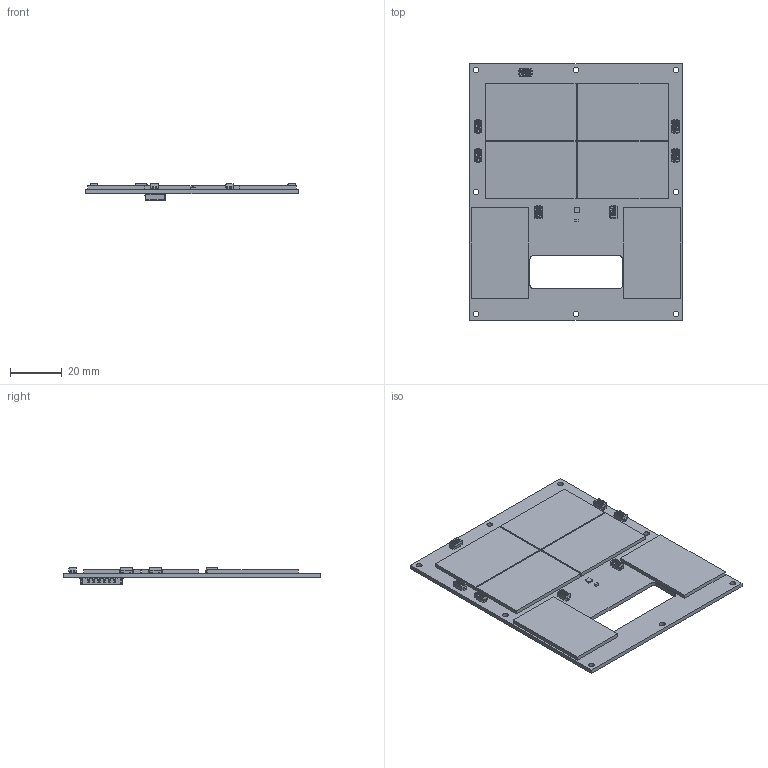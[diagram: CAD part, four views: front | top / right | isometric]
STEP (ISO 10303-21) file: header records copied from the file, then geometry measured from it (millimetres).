
FILE_DESCRIPTION(('KiCad electronic assembly'),'2;1');
FILE_NAME('solar-panel-side-X.step','2021-11-29T11:49:51',('An Author'), ('A Company'),'Open CASCADE STEP processor 6.9', 'KiCad to STEP converter','Unknown');
FILE_SCHEMA(('AUTOMOTIVE_DESIGN { 1 0 10303 214 1 1 1 1 }'));
Length unit declared in the file: millimetre
Products named in the file (12): Open CASCADE STEP translator 6.9 1; OPT3001DNPT; COMPOUND; SM101K07TF_v3; SOLID; SMA_(DO-214AC); C_0603_1608Metric; 2053380006
Assembly tree (22 placements, depth 3):
  Open CASCADE STEP translator 6.9 1
    OPT3001DNPT
      COMPOUND
    SM101K07TF_v3  x6
      SOLID
    SMA_(DO-214AC)  x7
      SOLID
    C_0603_1608Metric
      SOLID
    2053380006
      COMPOUND
    COMPOUND
Bounding box: 82 x 99 x 6.48 mm (x, y, z)
Volume: 19426.3 mm3; surface area: 27519.7 mm2
Topology: 29 solids, 29 shells, 2246 faces, 5930 edges, 3804 vertices
Faces by surface type: plane 1410, bspline 385, cylinder 355, sphere 96
Full cylindrical faces by diameter (mm): 2 x12, 2.2 x8
Entity records: 65397 total; most frequent: CARTESIAN_POINT 17088, DIRECTION 8436, LINE 6066, VECTOR 6066, ORIENTED_EDGE 4632, PCURVE 4632, DEFINITIONAL_REPRESENTATION 4632, EDGE_CURVE 2316
